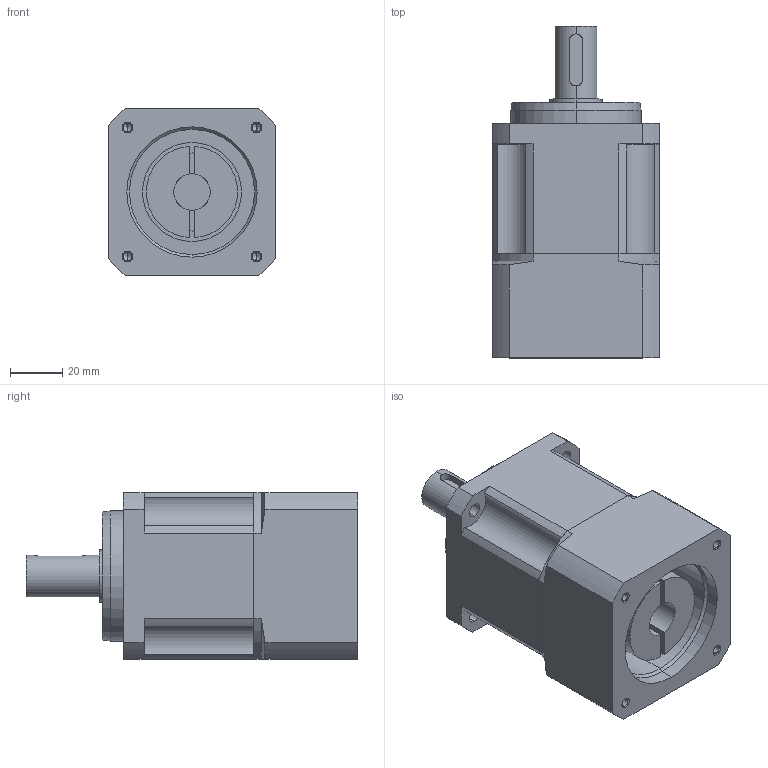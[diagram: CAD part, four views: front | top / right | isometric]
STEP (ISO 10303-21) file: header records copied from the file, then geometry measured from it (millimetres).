
FILE_DESCRIPTION (( 'STEP AP203' ), '1' );
FILE_NAME ('x60Ò»¼¶.STEP', '2017-10-06T06:20:15', ( 'PC' ), ( '' ), 'SwSTEP 2.0', 'SolidWorks 2017', '' );
FILE_SCHEMA (( 'CONFIG_CONTROL_DESIGN' ));
Length unit declared in the file: millimetre
Products named in the file (3): x60dz; x60qd1; x60珨撰
Assembly tree (2 placements, depth 2):
  x60珨撰
    x60dz
    x60qd1
Bounding box: 64 x 127.3 x 64 mm (x, y, z)
Volume: 322513.8 mm3; surface area: 50347.2 mm2
Topology: 2 solids, 2 shells, 131 faces, 331 edges, 207 vertices
Faces by surface type: cylinder 68, plane 35, cone 28
Entity records: 4282 total; most frequent: CARTESIAN_POINT 752, DIRECTION 731, ORIENTED_EDGE 642, EDGE_CURVE 321, AXIS2_PLACEMENT_3D 286, VERTEX_POINT 207, VECTOR 159, LINE 159
